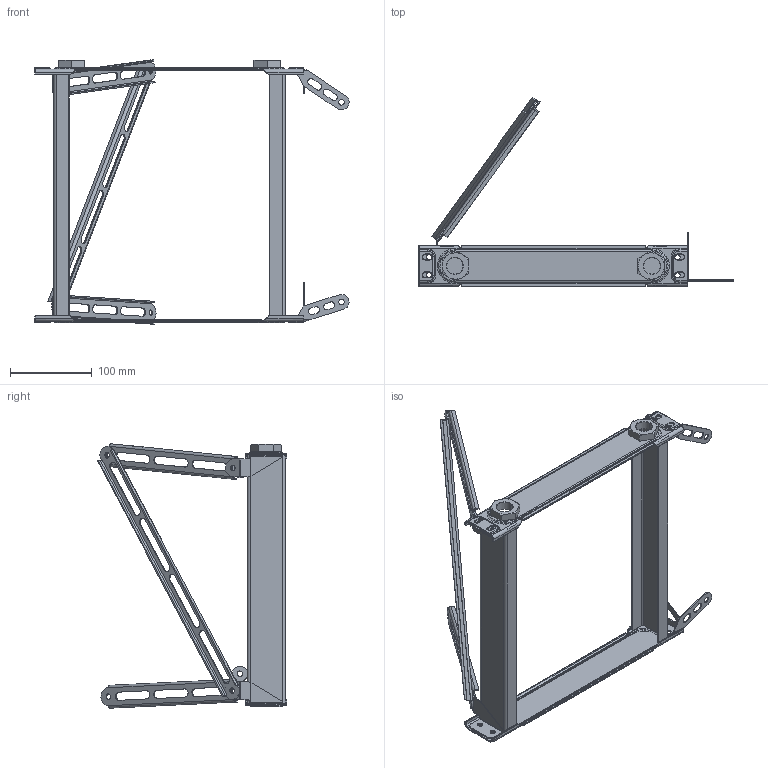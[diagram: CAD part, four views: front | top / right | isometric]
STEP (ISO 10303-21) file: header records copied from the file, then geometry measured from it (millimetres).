
FILE_DESCRIPTION (( 'STEP AP214' ), '1' );
FILE_NAME ('OilCoolerSetrab.STEP', '2019-01-26T03:55:32', ( 'pattaya2u' ), ( 'Microsoft' ), 'SwSTEP 2.0', 'SolidWorks 2018', '' );
FILE_SCHEMA (( 'AUTOMOTIVE_DESIGN' ));
Length unit declared in the file: millimetre
Products named in the file (10): 01-520-0001.B; 01-520-0001.7_MirrorDefault; BracketOilCoolerRear_MirrorDefault; BracketOilCoolerRear; BracketOilCoolerLF_Sheet Metal Part; BracketOilCoolerUF_Sheet Metal Part; Symmetry of flasque radiateur; flasque radiateur; RadiatorSides2; OilCoolerSetrab
Assembly tree (10 placements, depth 2):
  OilCoolerSetrab
    RadiatorSides2
    flasque radiateur
    Symmetry of flasque radiateur
    BracketOilCoolerUF_Sheet Metal Part
    BracketOilCoolerLF_Sheet Metal Part
    BracketOilCoolerRear
    BracketOilCoolerRear_MirrorDefault
    01-520-0001.7_MirrorDefault  x2
    01-520-0001.B
Bounding box: 385.47 x 232.27 x 324.15 mm (x, y, z)
Volume: 200163.6 mm3; surface area: 241439.6 mm2
Topology: 11 solids, 11 shells, 981 faces, 2421 edges, 1462 vertices
Faces by surface type: cylinder 417, plane 322, bspline 236, cone 6
Entity records: 37113 total; most frequent: CARTESIAN_POINT 16039, ORIENTED_EDGE 4634, DIRECTION 3894, EDGE_CURVE 2317, AXIS2_PLACEMENT_3D 1422, VERTEX_POINT 1398, LINE 1050, VECTOR 1050
